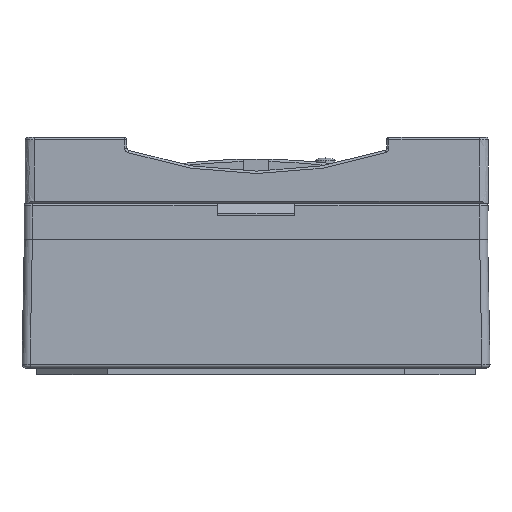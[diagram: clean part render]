
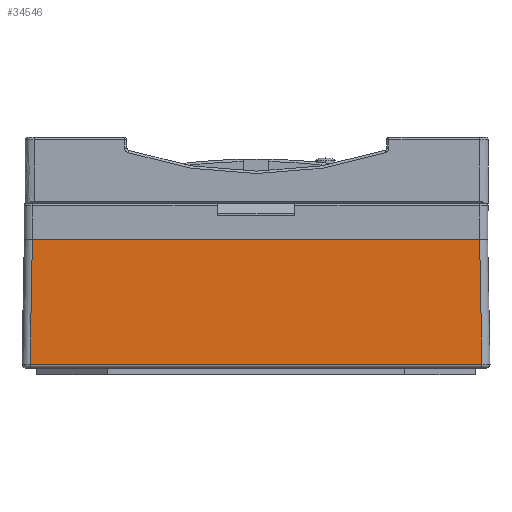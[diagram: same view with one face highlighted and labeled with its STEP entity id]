
A CAD part, left-side view. The second image highlights one B-rep face of the part: STEP entity #34546.
In plain terms, the highlighted free-form (B-spline) face has degree [1, 1] with [2, 2] control points.
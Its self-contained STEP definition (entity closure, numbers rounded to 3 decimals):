
#11921=CARTESIAN_POINT('',(-22.15,-27.8,16.8));
#11922=VERTEX_POINT('',#11921);
#11929=CARTESIAN_POINT('',(-22.15,-27.8,16.8));
#11930=VERTEX_POINT('',#11929);
#11931=CARTESIAN_POINT('',(-22.15,-27.8,16.8));
#11932=DIRECTION('',(0.0,1.0,0.0));
#11933=VECTOR('',#11932,0.);
#11934=LINE('',#11931,#11933);
#11935=EDGE_CURVE('',#11930,#11922,#11934,.T.);
#12995=CARTESIAN_POINT('',(-22.392,-28.091,1.308));
#12996=VERTEX_POINT('',#12995);
#12997=CARTESIAN_POINT('',(-22.392,-28.091,1.308));
#12998=DIRECTION('',(0.016,0.019,1.));
#12999=VECTOR('',#12998,15.497);
#13000=LINE('',#12997,#12999);
#13001=EDGE_CURVE('',#12996,#11930,#13000,.T.);
#34494=CARTESIAN_POINT('',(-22.392,28.091,1.308));
#34495=VERTEX_POINT('',#34494);
#34496=CARTESIAN_POINT('',(-22.392,28.091,1.308));
#34497=DIRECTION('',(0.0,-1.0,0.0));
#34498=VECTOR('',#34497,56.182);
#34499=LINE('',#34496,#34498);
#34500=EDGE_CURVE('',#34495,#12996,#34499,.T.);
#34514=CARTESIAN_POINT('',(-22.392,-28.091,1.308));
#34515=CARTESIAN_POINT('',(-22.15,-28.091,16.8));
#34516=CARTESIAN_POINT('',(-22.392,28.091,1.308));
#34517=CARTESIAN_POINT('',(-22.15,28.091,16.8));
#34518=B_SPLINE_SURFACE_WITH_KNOTS('',1,1,((#34514,#34516),(#34515,#34517)),.UNSPECIFIED.,.F.,.F.,.U.,(2,2),(2,2),(0.0,15.494),(0.0,56.182),.UNSPECIFIED.);
#34519=CARTESIAN_POINT('',(-22.15,27.8,16.8));
#34520=VERTEX_POINT('',#34519);
#34521=CARTESIAN_POINT('',(-22.15,-27.8,16.8));
#34522=DIRECTION('',(0.0,1.0,0.0));
#34523=VECTOR('',#34522,55.6);
#34524=LINE('',#34521,#34523);
#34525=EDGE_CURVE('',#11922,#34520,#34524,.T.);
#34526=ORIENTED_EDGE('',*,*,#34525,.T.);
#34527=CARTESIAN_POINT('',(-22.15,27.8,16.8));
#34528=VERTEX_POINT('',#34527);
#34529=CARTESIAN_POINT('',(-22.15,27.8,16.8));
#34530=DIRECTION('',(0.0,1.0,0.0));
#34531=VECTOR('',#34530,0.);
#34532=LINE('',#34529,#34531);
#34533=EDGE_CURVE('',#34520,#34528,#34532,.T.);
#34534=ORIENTED_EDGE('',*,*,#34533,.T.);
#34535=CARTESIAN_POINT('',(-22.15,27.8,16.8));
#34536=DIRECTION('',(-0.016,0.019,-1.));
#34537=VECTOR('',#34536,15.497);
#34538=LINE('',#34535,#34537);
#34539=EDGE_CURVE('',#34528,#34495,#34538,.T.);
#34540=ORIENTED_EDGE('',*,*,#34539,.T.);
#34541=ORIENTED_EDGE('',*,*,#34500,.T.);
#34542=ORIENTED_EDGE('',*,*,#13001,.T.);
#34543=ORIENTED_EDGE('',*,*,#11935,.T.);
#34544=EDGE_LOOP('',(#34526,#34534,#34540,#34541,#34542,#34543));
#34545=FACE_OUTER_BOUND('',#34544,.T.);
#34546=ADVANCED_FACE('',(#34545),#34518,.T.);
